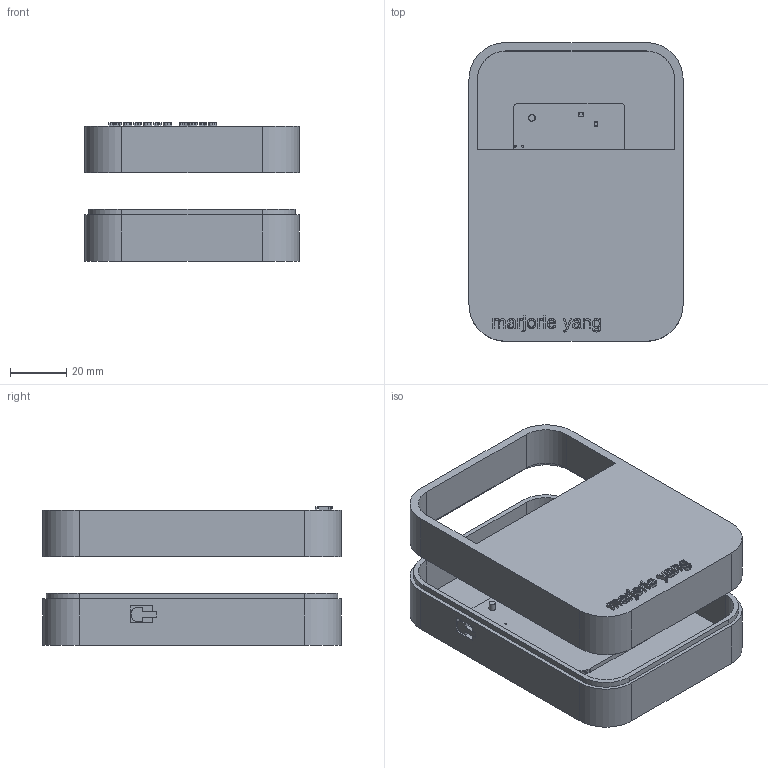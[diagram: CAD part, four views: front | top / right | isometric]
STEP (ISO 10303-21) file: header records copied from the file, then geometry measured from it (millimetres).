
FILE_DESCRIPTION(/* description */ ('KiCad electronic assembly','CAx-IF Rec.Pracs.---Representation and Presentation of Product Manufacturing Information (PMI)---4.0---2014-10-13'),/* implementation_level */ '2;1');
FILE_NAME(/* name */ 'enclosure_deisgn_lab.step',/* time_stamp */ '2025-02-25T20:59:02-08:00',/* author */ (''),/* organization */ (''),/* preprocessor_version */ 'ST-DEVELOPER v20',/* originating_system */ 'Autodesk Translation Framework v13.20.0.188',/* authorisation */ '');
FILE_SCHEMA (('AP242_MANAGED_MODEL_BASED_3D_ENGINEERING_MIM_LF { 1 0 10303 442 1 1 4 }'));
Length unit declared in the file: millimetre
Products named in the file (6): lightboard 1; R_0805_2012Metric; SOLID; lightboard PCB; LED_0805_2012Metric; SOLID_1
Assembly tree (5 placements, depth 3):
  lightboard 1
    R_0805_2012Metric
      SOLID
    lightboard PCB
    LED_0805_2012Metric
      SOLID_1
Bounding box: 76.02 x 106 x 49.2 mm (x, y, z)
Volume: 84159.5 mm3; surface area: 53611 mm2
Topology: 21 solids, 21 shells, 485 faces, 1305 edges, 866 vertices
Faces by surface type: plane 276, bspline 161, cylinder 48
Full cylindrical faces by diameter (mm): 0.75 x2, 2.25 x2, 2.5 x2
Entity records: 16852 total; most frequent: CARTESIAN_POINT 5404, ORIENTED_EDGE 2610, DIRECTION 1749, EDGE_CURVE 1305, LINE 887, VECTOR 887, VERTEX_POINT 866, EDGE_LOOP 511
